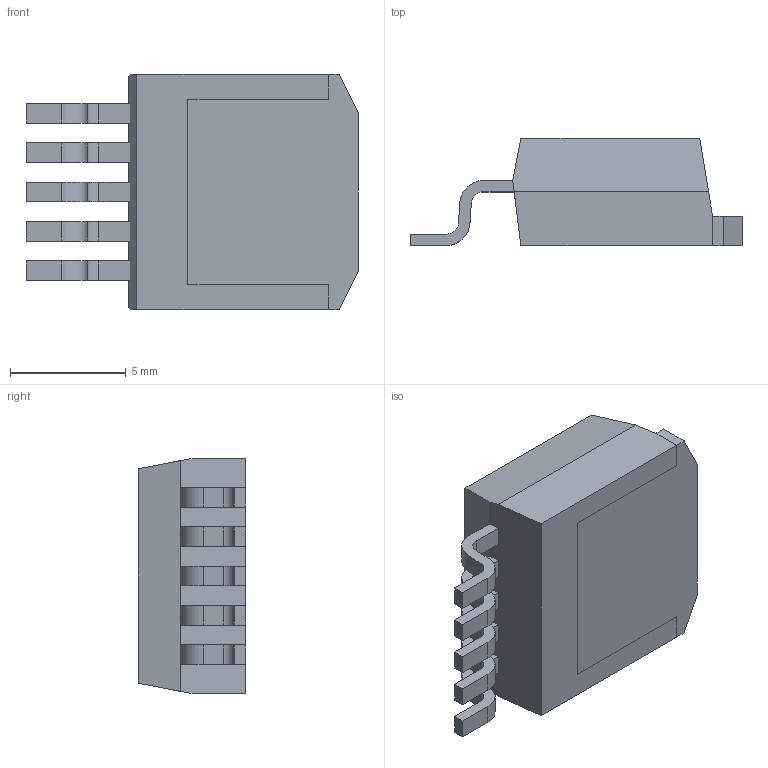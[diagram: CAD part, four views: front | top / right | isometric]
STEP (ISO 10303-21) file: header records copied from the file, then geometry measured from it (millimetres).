
FILE_DESCRIPTION (( 'STEP AP214' ), '1' );
FILE_NAME ('XL6009.STEP', '2023-01-17T20:32:38', ( '' ), ( '' ), 'SwSTEP 2.0', 'SolidWorks 2021', '' );
FILE_SCHEMA (( 'AUTOMOTIVE_DESIGN' ));
Length unit declared in the file: millimetre
Products named in the file (1): XL6009
Bounding box: 14.35 x 4.65 x 10.16 mm (x, y, z)
Volume: 409.4 mm3; surface area: 590.9 mm2
Topology: 7 solids, 7 shells, 97 faces, 247 edges, 164 vertices
Faces by surface type: plane 77, cylinder 20
Entity records: 2993 total; most frequent: CARTESIAN_POINT 509, ORIENTED_EDGE 494, DIRECTION 483, EDGE_CURVE 247, VECTOR 207, LINE 207, VERTEX_POINT 164, AXIS2_PLACEMENT_3D 138
